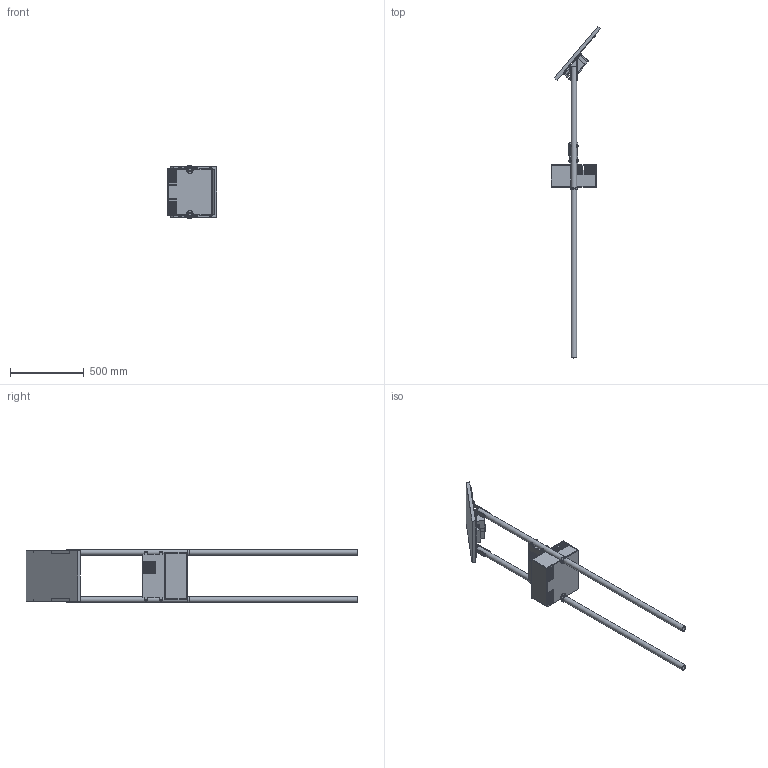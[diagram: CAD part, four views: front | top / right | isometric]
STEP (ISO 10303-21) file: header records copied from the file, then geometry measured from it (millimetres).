
FILE_DESCRIPTION(/* description */ (''),/* implementation_level */ '2;1');
FILE_NAME(/* name */ 'https://orangeisbetter.net/projects/eagle/files/solarcharge_model.step',/* time_stamp */ '2022-08-19T11:16:29-05:00',/* author */ (''),/* organization */ (''),/* preprocessor_version */ 'ST-DEVELOPER v19',/* originating_system */ 'Autodesk Translation Framework v11.7.0.108',/* authorisation */ '');
FILE_SCHEMA (('AUTOMOTIVE_DESIGN { 1 0 10303 214 3 1 1 }'));
Products named in the file (15): Thing; Bolts; Solar Panel; Long Bracket 1; Long Bracket 2; Level Thing; Pipes; Frame Holder; Battery Cover 1; Battery Cover 2; Battery; Panel Screws; Pipe Caps; Small Bracket 1; Small Bracket 2
Assembly tree (14 placements, depth 2):
  Thing
    Bolts
    Solar Panel
    Long Bracket 1
    Long Bracket 2
    Level Thing
    Pipes
    Frame Holder
    Battery Cover 1
    Battery Cover 2
    Battery
    Panel Screws
    Pipe Caps
    Small Bracket 1
    Small Bracket 2
Bounding box: 333.99 x 2255.62 x 364.02 mm (x, y, z)
Volume: 7083603.5 mm3; surface area: 2754501.9 mm2
Topology: 47 solids, 47 shells, 2224 faces, 5948 edges, 3827 vertices
Faces by surface type: cylinder 1242, plane 756, bspline 182, torus 44
Full cylindrical faces by diameter (mm): 2.845 x12, 2.9 x5, 3 x4, 3.175 x8, 4.839 x148, 5.08 x6, 5.4 x1, 6 x24, 6.248 x260, 6.35 x83, 6.858 x8, 12.7 x22, 25.4 x2, 28.575 x4, 38.1 x4, 38.5 x2
Entity records: 123514 total; most frequent: CARTESIAN_POINT 70411, ORIENTED_EDGE 11868, DIRECTION 9316, EDGE_CURVE 5934, VERTEX_POINT 3830, AXIS2_PLACEMENT_3D 3273, LINE 2770, VECTOR 2770
